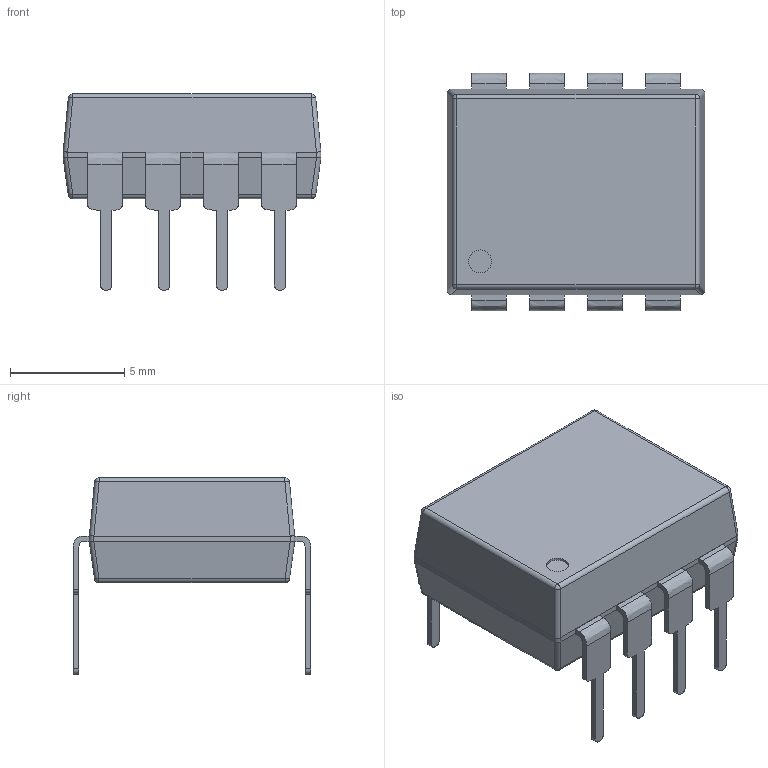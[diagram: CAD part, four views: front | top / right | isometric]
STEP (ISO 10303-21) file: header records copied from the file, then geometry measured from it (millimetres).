
FILE_DESCRIPTION(/* description */ (''),/* implementation_level */ '2;1');
FILE_NAME(/* name */ 'DIP8_400.stp',/* time_stamp */ '2015-03-27T10:24:39+02:00',/* author */ ('Admin'),/* organization */ (''),/* preprocessor_version */ 'ST-DEVELOPER v15.2',/* originating_system */ 'Autodesk Inventor 2014',/* authorisation */ '');
FILE_SCHEMA (('AUTOMOTIVE_DESIGN { 1 0 10303 214 3 1 1 }'));
Length unit declared in the file: millimetre
Products named in the file (1): DIP8_400
Bounding box: 11.3 x 10.41 x 8.6 mm (x, y, z)
Volume: 456.3 mm3; surface area: 487.2 mm2
Topology: 9 solids, 9 shells, 164 faces, 411 edges, 266 vertices
Faces by surface type: plane 87, bspline 48, cylinder 21, sphere 8
Full cylindrical faces by diameter (mm): 1 x1
Entity records: 5414 total; most frequent: CARTESIAN_POINT 1709, ORIENTED_EDGE 820, DIRECTION 598, EDGE_CURVE 410, VERTEX_POINT 266, LINE 264, VECTOR 264, AXIS2_PLACEMENT_3D 167
